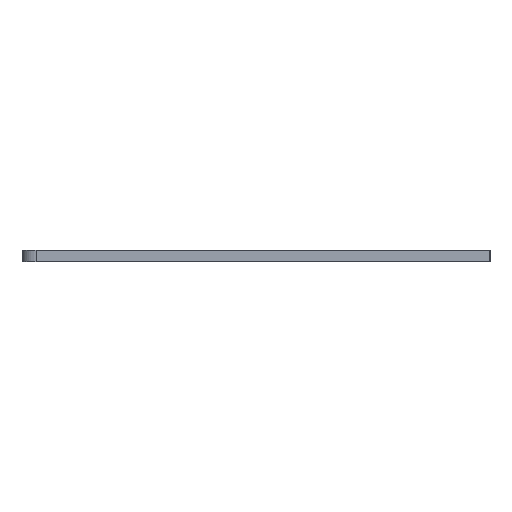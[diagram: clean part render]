
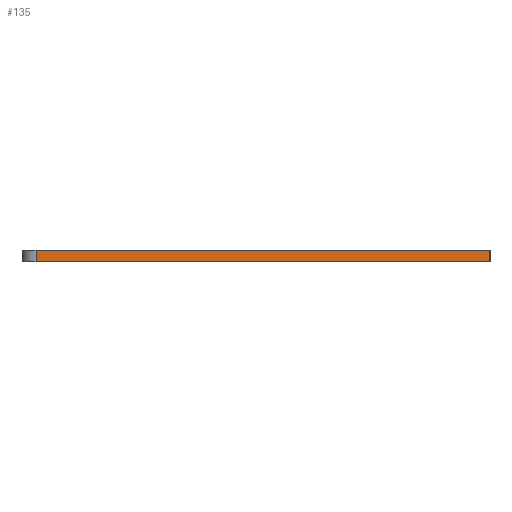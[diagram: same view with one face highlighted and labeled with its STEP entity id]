
A CAD part, left-side view. The second image highlights one B-rep face of the part: STEP entity #135.
In plain terms, the highlighted planar face has unit normal (-1, 0, 0).
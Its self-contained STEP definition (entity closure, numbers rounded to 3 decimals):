
#12 = VERTEX_POINT ( 'NONE', #429 ) ;
#34 = CARTESIAN_POINT ( 'NONE',  ( -282.25, -10., 222.725 ) ) ;
#112 = EDGE_CURVE ( 'NONE', #714, #12, #863, .T. ) ;
#113 = DIRECTION ( 'NONE',  ( 0., 0., -1. ) ) ;
#124 = PLANE ( 'NONE',  #324 ) ;
#134 = EDGE_CURVE ( 'NONE', #572, #714, #756, .T. ) ;
#135 = ADVANCED_FACE ( 'NONE', ( #706 ), #124, .F. ) ;
#137 = DIRECTION ( 'NONE',  ( 1., 0., 0. ) ) ;
#209 = CARTESIAN_POINT ( 'NONE',  ( -282.25, -10., 220.725 ) ) ;
#216 = ORIENTED_EDGE ( 'NONE', *, *, #515, .F. ) ;
#250 = ORIENTED_EDGE ( 'NONE', *, *, #992, .F. ) ;
#324 = AXIS2_PLACEMENT_3D ( 'NONE', #34, #137, #113 ) ;
#373 = VECTOR ( 'NONE', #1111, 1000. ) ;
#381 = LINE ( 'NONE', #1027, #373 ) ;
#424 = CARTESIAN_POINT ( 'NONE',  ( -282.25, -10., 222.725 ) ) ;
#429 = CARTESIAN_POINT ( 'NONE',  ( -282.25, -10., 220.725 ) ) ;
#515 = EDGE_CURVE ( 'NONE', #572, #820, #995, .T. ) ;
#549 = ORIENTED_EDGE ( 'NONE', *, *, #112, .T. ) ;
#557 = VECTOR ( 'NONE', #884, 1000. ) ;
#572 = VERTEX_POINT ( 'NONE', #807 ) ;
#575 = VECTOR ( 'NONE', #869, 1000. ) ;
#594 = CARTESIAN_POINT ( 'NONE',  ( -282.25, 70., 222.725 ) ) ;
#706 = FACE_OUTER_BOUND ( 'NONE', #748, .T. ) ;
#714 = VERTEX_POINT ( 'NONE', #885 ) ;
#748 = EDGE_LOOP ( 'NONE', ( #549, #250, #216, #776 ) ) ;
#756 = LINE ( 'NONE', #594, #557 ) ;
#776 = ORIENTED_EDGE ( 'NONE', *, *, #134, .T. ) ;
#807 = CARTESIAN_POINT ( 'NONE',  ( -282.25, 70., 222.725 ) ) ;
#820 = VERTEX_POINT ( 'NONE', #424 ) ;
#863 = LINE ( 'NONE', #209, #575 ) ;
#869 = DIRECTION ( 'NONE',  ( 0., -1., 0. ) ) ;
#884 = DIRECTION ( 'NONE',  ( 0., 0., -1. ) ) ;
#885 = CARTESIAN_POINT ( 'NONE',  ( -282.25, 70., 220.725 ) ) ;
#897 = DIRECTION ( 'NONE',  ( 0., -1., 0. ) ) ;
#912 = CARTESIAN_POINT ( 'NONE',  ( -282.25, -10., 222.725 ) ) ;
#992 = EDGE_CURVE ( 'NONE', #820, #12, #381, .T. ) ;
#995 = LINE ( 'NONE', #912, #1079 ) ;
#1027 = CARTESIAN_POINT ( 'NONE',  ( -282.25, -10., 222.725 ) ) ;
#1079 = VECTOR ( 'NONE', #897, 1000. ) ;
#1111 = DIRECTION ( 'NONE',  ( 0., 0., -1. ) ) ;
